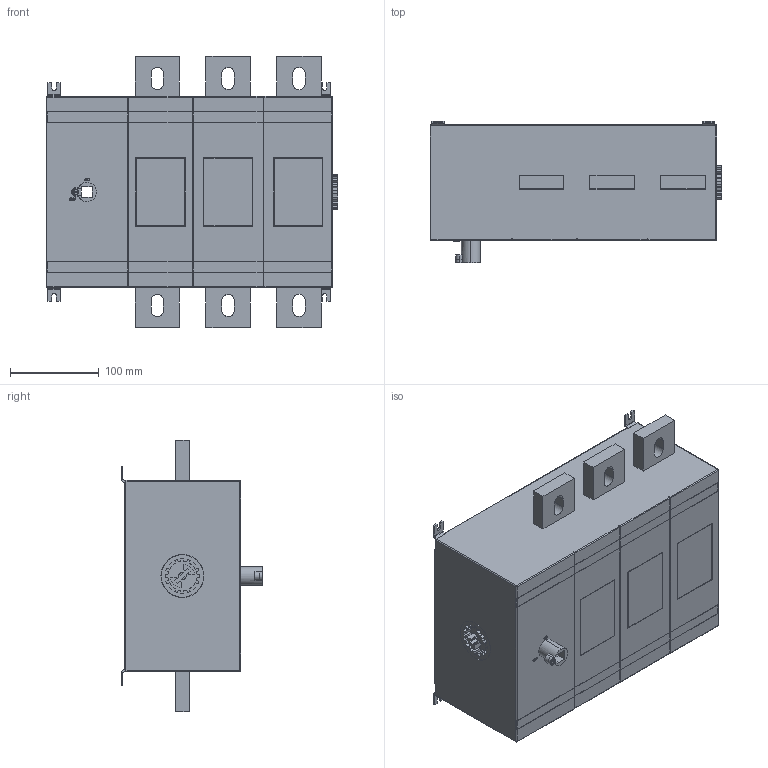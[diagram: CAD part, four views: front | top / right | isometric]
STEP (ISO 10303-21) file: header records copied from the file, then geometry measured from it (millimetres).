
FILE_DESCRIPTION (( 'STEP AP214' ), '1' );
FILE_NAME ('KARAT Âûêë-ðàçúåä. ÂÐÊ áåç ðóêîÿòêè 3P 1250À IEK.STEP', '2026-01-15T09:45:03', ( '' ), ( '' ), 'SwSTEP 2.0', 'SolidWorks 2022', '' );
FILE_SCHEMA (( 'AUTOMOTIVE_DESIGN' ));
Length unit declared in the file: millimetre
Products named in the file (1): KARAT Выкл-разъед. ВРК без рукоятки 3P 1250А IEK
Bounding box: 329.5 x 160 x 306 mm (x, y, z)
Volume: 9339993.4 mm3; surface area: 342588.1 mm2
Topology: 1 solids, 1 shells, 547 faces, 1493 edges, 983 vertices
Faces by surface type: plane 343, cylinder 181, bspline 16, sphere 4, torus 3
Entity records: 18605 total; most frequent: CARTESIAN_POINT 4500, ORIENTED_EDGE 2978, DIRECTION 2873, EDGE_CURVE 1489, LINE 1073, VECTOR 1073, VERTEX_POINT 983, AXIS2_PLACEMENT_3D 900
